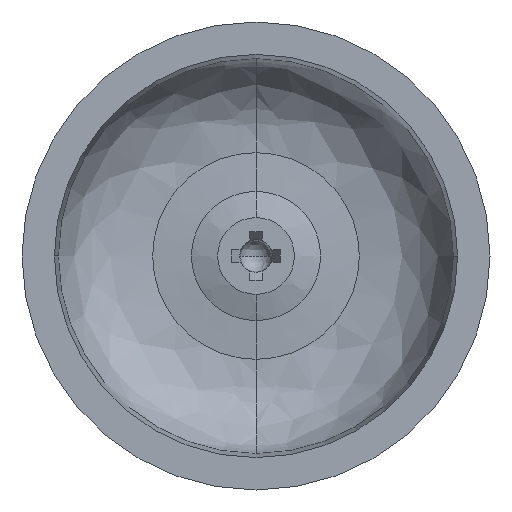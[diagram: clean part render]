
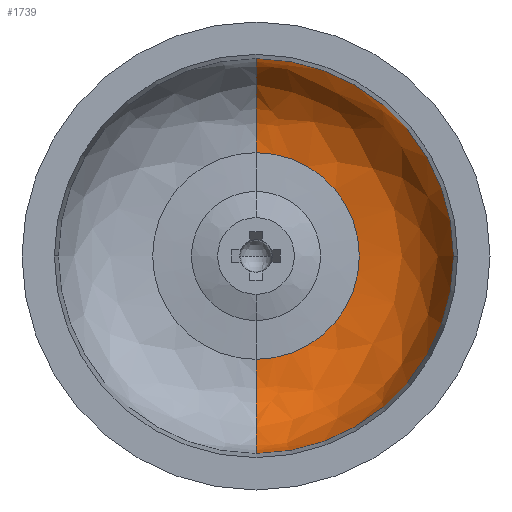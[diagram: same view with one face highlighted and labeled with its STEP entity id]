
A CAD part, front view. The second image highlights one B-rep face of the part: STEP entity #1739.
In plain terms, the highlighted free-form (B-spline) face has degree [3, 3] with [4, 4] control points.
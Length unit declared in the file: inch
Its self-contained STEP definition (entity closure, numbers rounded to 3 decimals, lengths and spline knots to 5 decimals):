
#28 = CARTESIAN_POINT ( 'NONE',  ( 0., 0.21654, 0. ) ) ;
#37 = VERTEX_POINT ( 'NONE', #1197 ) ;
#130 = CARTESIAN_POINT ( 'NONE',  ( 0., 0.21654, -0.96392 ) ) ;
#139 = CARTESIAN_POINT ( 'NONE',  ( 0., 0.59535, -0.50404 ) ) ;
#181 = CARTESIAN_POINT ( 'NONE',  ( 0., 0.59535, 0. ) ) ;
#207 = AXIS2_PLACEMENT_3D ( 'NONE', #181, #1730, #1947 ) ;
#247 = DIRECTION ( 'NONE',  ( 0., 0., -1. ) ) ;
#289 = EDGE_CURVE ( 'NONE', #2406, #37, #2030, .T. ) ;
#372 = CARTESIAN_POINT ( 'NONE',  ( 1.00809, 0.59535, 0.50404 ) ) ;
#532 = CARTESIAN_POINT ( 'NONE',  ( 0., 0.16307, -0.53392 ) ) ;
#599 = CARTESIAN_POINT ( 'NONE',  ( 0., 0.21654, 0.96392 ) ) ;
#750 = DIRECTION ( 'NONE',  ( 0., 0., -1. ) ) ;
#809 = CARTESIAN_POINT ( 'NONE',  ( 1.86788, 0.45763, -0.93394 ) ) ;
#816 = CARTESIAN_POINT ( 'NONE',  ( 0., 0.16307, 0.53392 ) ) ;
#832 = ORIENTED_EDGE ( 'NONE', *, *, #878, .T. ) ;
#835 = EDGE_CURVE ( 'NONE', #1791, #2717, #2678, .T. ) ;
#857 = CIRCLE ( 'NONE', #1234, 0.96392 ) ;
#878 = EDGE_CURVE ( 'NONE', #2717, #2271, #857, .T. ) ;
#975 =( BOUNDED_SURFACE ( )  B_SPLINE_SURFACE ( 3, 3, ( 
 ( #130, #1888, #1899, #599 ),
 ( #2121, #809, #2337, #1037 ),
 ( #2556, #1247, #2793, #1463 ),
 ( #139, #1693, #372, #1907 ) ),
 .UNSPECIFIED., .F., .F., .F. ) 
 B_SPLINE_SURFACE_WITH_KNOTS ( ( 4, 4 ),
 ( 4, 4 ),
 ( 0., 1. ),
 ( 0., 1. ),
 .UNSPECIFIED. ) 
 GEOMETRIC_REPRESENTATION_ITEM ( )  RATIONAL_B_SPLINE_SURFACE ( (
 ( 1., 0.333, 0.333, 1.),
 ( 0.817, 0.272, 0.272, 0.817),
 ( 0.817, 0.272, 0.272, 0.817),
 ( 1., 0.333, 0.333, 1.) ) ) 
 REPRESENTATION_ITEM ( '' )  SURFACE ( )  );
#1037 = CARTESIAN_POINT ( 'NONE',  ( 0., 0.45763, 0.93394 ) ) ;
#1043 = DIRECTION ( 'NONE',  ( 0., 0., 1. ) ) ;
#1120 = DIRECTION ( 'NONE',  ( 0., -1., 0. ) ) ;
#1197 = CARTESIAN_POINT ( 'NONE',  ( 0., 0.59535, 0.50404 ) ) ;
#1234 = AXIS2_PLACEMENT_3D ( 'NONE', #28, #1570, #247 ) ;
#1247 = CARTESIAN_POINT ( 'NONE',  ( 1.49283, 0.6121, -0.74642 ) ) ;
#1463 = CARTESIAN_POINT ( 'NONE',  ( 0., 0.6121, 0.74642 ) ) ;
#1570 = DIRECTION ( 'NONE',  ( 0., -1., 0. ) ) ;
#1607 = FACE_OUTER_BOUND ( 'NONE', #2246, .T. ) ;
#1674 = CIRCLE ( 'NONE', #2549, 0.43331 ) ;
#1693 = CARTESIAN_POINT ( 'NONE',  ( 1.00809, 0.59535, -0.50404 ) ) ;
#1703 = AXIS2_PLACEMENT_3D ( 'NONE', #2417, #1120, #2650 ) ;
#1730 = DIRECTION ( 'NONE',  ( 0., -1., 0. ) ) ;
#1739 = ADVANCED_FACE ( 'NONE', ( #1607 ), #975, .F. ) ;
#1791 = VERTEX_POINT ( 'NONE', #1920 ) ;
#1849 = AXIS2_PLACEMENT_3D ( 'NONE', #532, #2065, #750 ) ;
#1888 = CARTESIAN_POINT ( 'NONE',  ( 1.92784, 0.21654, -0.96392 ) ) ;
#1899 = CARTESIAN_POINT ( 'NONE',  ( 1.92784, 0.21654, 0.96392 ) ) ;
#1907 = CARTESIAN_POINT ( 'NONE',  ( 0., 0.59535, 0.50404 ) ) ;
#1920 = CARTESIAN_POINT ( 'NONE',  ( 0., 0.21654, -0.96392 ) ) ;
#1947 = DIRECTION ( 'NONE',  ( 0., 0., -1. ) ) ;
#1953 = ORIENTED_EDGE ( 'NONE', *, *, #835, .T. ) ;
#2030 = CIRCLE ( 'NONE', #207, 0.50404 ) ;
#2034 = ORIENTED_EDGE ( 'NONE', *, *, #289, .F. ) ;
#2064 = EDGE_CURVE ( 'NONE', #1791, #2406, #2809, .T. ) ;
#2065 = DIRECTION ( 'NONE',  ( 1., 0., 0. ) ) ;
#2121 = CARTESIAN_POINT ( 'NONE',  ( 0., 0.45763, -0.93394 ) ) ;
#2246 = EDGE_LOOP ( 'NONE', ( #832, #2814, #2034, #2581, #1953 ) ) ;
#2271 = VERTEX_POINT ( 'NONE', #2627 ) ;
#2337 = CARTESIAN_POINT ( 'NONE',  ( 1.86788, 0.45763, 0.93394 ) ) ;
#2344 = DIRECTION ( 'NONE',  ( -1., 0., 0. ) ) ;
#2406 = VERTEX_POINT ( 'NONE', #2669 ) ;
#2417 = CARTESIAN_POINT ( 'NONE',  ( 0., 0.21654, 0. ) ) ;
#2549 = AXIS2_PLACEMENT_3D ( 'NONE', #816, #2344, #1043 ) ;
#2556 = CARTESIAN_POINT ( 'NONE',  ( 0., 0.6121, -0.74642 ) ) ;
#2581 = ORIENTED_EDGE ( 'NONE', *, *, #2064, .F. ) ;
#2627 = CARTESIAN_POINT ( 'NONE',  ( 0., 0.21654, 0.96392 ) ) ;
#2640 = EDGE_CURVE ( 'NONE', #2271, #37, #1674, .T. ) ;
#2650 = DIRECTION ( 'NONE',  ( 0., 0., -1. ) ) ;
#2669 = CARTESIAN_POINT ( 'NONE',  ( 0., 0.59535, -0.50404 ) ) ;
#2678 = CIRCLE ( 'NONE', #1703, 0.96392 ) ;
#2717 = VERTEX_POINT ( 'NONE', #2807 ) ;
#2793 = CARTESIAN_POINT ( 'NONE',  ( 1.49283, 0.6121, 0.74642 ) ) ;
#2807 = CARTESIAN_POINT ( 'NONE',  ( 0.96392, 0.21654, 0. ) ) ;
#2809 = CIRCLE ( 'NONE', #1849, 0.43331 ) ;
#2814 = ORIENTED_EDGE ( 'NONE', *, *, #2640, .T. ) ;
